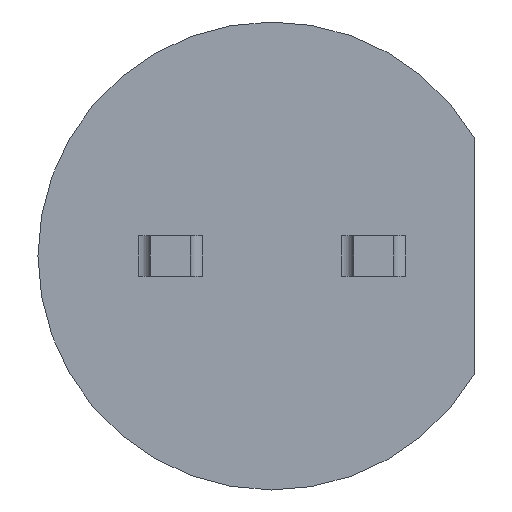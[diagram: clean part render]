
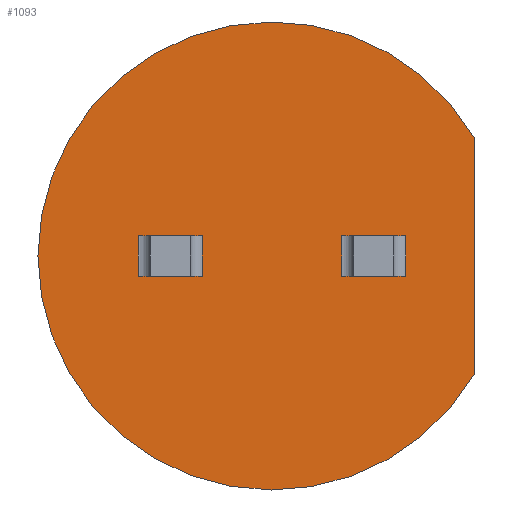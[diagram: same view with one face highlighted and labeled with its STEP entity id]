
A CAD part, front view. The second image highlights one B-rep face of the part: STEP entity #1093.
In plain terms, the highlighted planar face has unit normal (0, -1, 0).
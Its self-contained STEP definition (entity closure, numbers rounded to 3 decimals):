
#49 = DIRECTION ( 'NONE',  ( 1., 0., 0. ) ) ;
#63 = DIRECTION ( 'NONE',  ( 0., 1., 0. ) ) ;
#72 = CARTESIAN_POINT ( 'NONE',  ( -2.925, 0., 0. ) ) ;
#75 = PLANE ( 'NONE',  #682 ) ;
#131 = DIRECTION ( 'NONE',  ( -1., 0., 0. ) ) ;
#213 = DIRECTION ( 'NONE',  ( 0., 0., -1. ) ) ;
#227 = CARTESIAN_POINT ( 'NONE',  ( -1.443, 0., 0.25 ) ) ;
#228 = CARTESIAN_POINT ( 'NONE',  ( 1.02, 0., -0.125 ) ) ;
#251 = CARTESIAN_POINT ( 'NONE',  ( 2.525, 0., 1. ) ) ;
#260 = DIRECTION ( 'NONE',  ( 0., 0., -1. ) ) ;
#266 = CARTESIAN_POINT ( 'NONE',  ( 1.52, 0., -0.125 ) ) ;
#271 = DIRECTION ( 'NONE',  ( 0., 0., 1. ) ) ;
#324 = EDGE_CURVE ( 'NONE', #635, #636, #565, .T. ) ;
#325 = EDGE_CURVE ( 'NONE', #638, #637, #570, .T. ) ;
#326 = EDGE_CURVE ( 'NONE', #632, #634, #568, .T. ) ;
#332 = EDGE_CURVE ( 'NONE', #636, #638, #582, .T. ) ;
#334 = EDGE_CURVE ( 'NONE', #608, #612, #586, .T. ) ;
#336 = EDGE_CURVE ( 'NONE', #637, #635, #589, .T. ) ;
#366 = EDGE_LOOP ( 'NONE', ( #642, #647, #646, #645 ) ) ;
#377 = EDGE_LOOP ( 'NONE', ( #644, #643 ) ) ;
#391 = EDGE_LOOP ( 'NONE', ( #649, #650, #651, #652 ) ) ;
#532 = VECTOR ( 'NONE', #966, 1000. ) ;
#565 = LINE ( 'NONE', #927, #532 ) ;
#568 = LINE ( 'NONE', #930, #575 ) ;
#570 = LINE ( 'NONE', #926, #573 ) ;
#573 = VECTOR ( 'NONE', #941, 1000. ) ;
#575 = VECTOR ( 'NONE', #940, 1000. ) ;
#582 = LINE ( 'NONE', #969, #585 ) ;
#585 = VECTOR ( 'NONE', #977, 1000. ) ;
#586 = CIRCLE ( 'NONE', #771, 2.925 ) ;
#589 = LINE ( 'NONE', #980, #592 ) ;
#592 = VECTOR ( 'NONE', #982, 1000. ) ;
#608 = VERTEX_POINT ( 'NONE', #1010 ) ;
#612 = VERTEX_POINT ( 'NONE', #1017 ) ;
#619 = VERTEX_POINT ( 'NONE', #1020 ) ;
#620 = VERTEX_POINT ( 'NONE', #1021 ) ;
#632 = VERTEX_POINT ( 'NONE', #1030 ) ;
#634 = VERTEX_POINT ( 'NONE', #1032 ) ;
#635 = VERTEX_POINT ( 'NONE', #1033 ) ;
#636 = VERTEX_POINT ( 'NONE', #1034 ) ;
#637 = VERTEX_POINT ( 'NONE', #1035 ) ;
#638 = VERTEX_POINT ( 'NONE', #1036 ) ;
#642 = ORIENTED_EDGE ( 'NONE', *, *, #325, .F. ) ;
#643 = ORIENTED_EDGE ( 'NONE', *, *, #1050, .F. ) ;
#644 = ORIENTED_EDGE ( 'NONE', *, *, #334, .F. ) ;
#645 = ORIENTED_EDGE ( 'NONE', *, *, #336, .F. ) ;
#646 = ORIENTED_EDGE ( 'NONE', *, *, #324, .F. ) ;
#647 = ORIENTED_EDGE ( 'NONE', *, *, #332, .F. ) ;
#649 = ORIENTED_EDGE ( 'NONE', *, *, #1061, .F. ) ;
#650 = ORIENTED_EDGE ( 'NONE', *, *, #1057, .F. ) ;
#651 = ORIENTED_EDGE ( 'NONE', *, *, #326, .T. ) ;
#652 = ORIENTED_EDGE ( 'NONE', *, *, #1059, .F. ) ;
#682 = AXIS2_PLACEMENT_3D ( 'NONE', #72, #63, #49 ) ;
#771 = AXIS2_PLACEMENT_3D ( 'NONE', #961, #979, #976 ) ;
#790 = LINE ( 'NONE', #266, #898 ) ;
#791 = LINE ( 'NONE', #251, #853 ) ;
#797 = LINE ( 'NONE', #228, #834 ) ;
#826 = FACE_BOUND ( 'NONE', #366, .T. ) ;
#834 = VECTOR ( 'NONE', #213, 1000. ) ;
#853 = VECTOR ( 'NONE', #260, 1000. ) ;
#898 = VECTOR ( 'NONE', #271, 1000. ) ;
#902 = FACE_BOUND ( 'NONE', #391, .T. ) ;
#910 = VECTOR ( 'NONE', #131, 1000. ) ;
#911 = FACE_OUTER_BOUND ( 'NONE', #377, .T. ) ;
#915 = LINE ( 'NONE', #227, #910 ) ;
#926 = CARTESIAN_POINT ( 'NONE',  ( -1.52, 0., -0.125 ) ) ;
#927 = CARTESIAN_POINT ( 'NONE',  ( -1.02, 0., -0.125 ) ) ;
#930 = CARTESIAN_POINT ( 'NONE',  ( -1.443, 0., -0.25 ) ) ;
#940 = DIRECTION ( 'NONE',  ( -1., 0., 0. ) ) ;
#941 = DIRECTION ( 'NONE',  ( 0., 0., -1. ) ) ;
#961 = CARTESIAN_POINT ( 'NONE',  ( 0., 0., 0. ) ) ;
#966 = DIRECTION ( 'NONE',  ( 0., 0., 1. ) ) ;
#969 = CARTESIAN_POINT ( 'NONE',  ( -1.443, 0., 0.25 ) ) ;
#976 = DIRECTION ( 'NONE',  ( 1., 0., 0. ) ) ;
#977 = DIRECTION ( 'NONE',  ( -1., 0., 0. ) ) ;
#979 = DIRECTION ( 'NONE',  ( 0., 1., 0. ) ) ;
#980 = CARTESIAN_POINT ( 'NONE',  ( -1.443, 0., -0.25 ) ) ;
#982 = DIRECTION ( 'NONE',  ( 1., 0., 0. ) ) ;
#1010 = CARTESIAN_POINT ( 'NONE',  ( 2.525, 0., -1.476 ) ) ;
#1017 = CARTESIAN_POINT ( 'NONE',  ( 2.525, 0., 1.476 ) ) ;
#1020 = CARTESIAN_POINT ( 'NONE',  ( 1.52, 0., 0.25 ) ) ;
#1021 = CARTESIAN_POINT ( 'NONE',  ( 1.02, 0., 0.25 ) ) ;
#1030 = CARTESIAN_POINT ( 'NONE',  ( 1.52, 0., -0.25 ) ) ;
#1032 = CARTESIAN_POINT ( 'NONE',  ( 1.02, 0., -0.25 ) ) ;
#1033 = CARTESIAN_POINT ( 'NONE',  ( -1.02, 0., -0.25 ) ) ;
#1034 = CARTESIAN_POINT ( 'NONE',  ( -1.02, 0., 0.25 ) ) ;
#1035 = CARTESIAN_POINT ( 'NONE',  ( -1.52, 0., -0.25 ) ) ;
#1036 = CARTESIAN_POINT ( 'NONE',  ( -1.52, 0., 0.25 ) ) ;
#1050 = EDGE_CURVE ( 'NONE', #612, #608, #791, .T. ) ;
#1057 = EDGE_CURVE ( 'NONE', #632, #619, #790, .T. ) ;
#1059 = EDGE_CURVE ( 'NONE', #620, #634, #797, .T. ) ;
#1061 = EDGE_CURVE ( 'NONE', #619, #620, #915, .T. ) ;
#1093 = ADVANCED_FACE ( 'NONE', ( #911, #826, #902 ), #75, .F. ) ;
